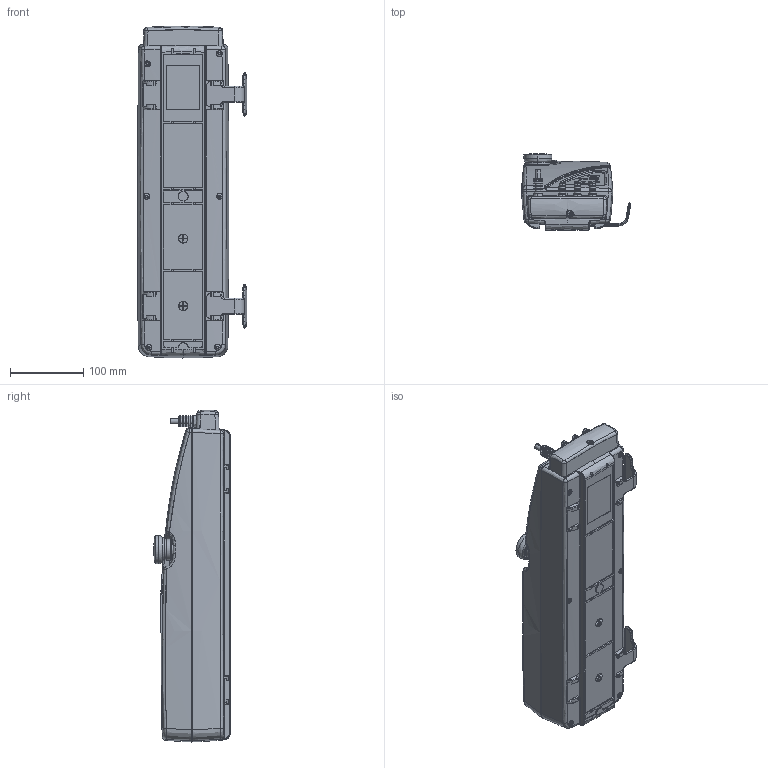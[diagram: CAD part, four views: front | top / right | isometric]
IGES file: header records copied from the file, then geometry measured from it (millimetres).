
Start section: SolidWorks IGES file using analytic representation for surfaces
Global section: file name: Accu Control 3.0.IGS; native system: SolidWorks 2018; preprocessor: SolidWorks 2018; author: ckuhn; date: 181214.114243; units: millimetre
Bounding box: 149.21 x 104.26 x 453.84 mm (x, y, z)
Surface area: 231958.3 mm2 (no closed solid volume)
Topology: 0 solids, 0 shells, 2087 faces, 22003 edges, 21988 vertices
Faces by surface type: bspline 1494, revolution 593
